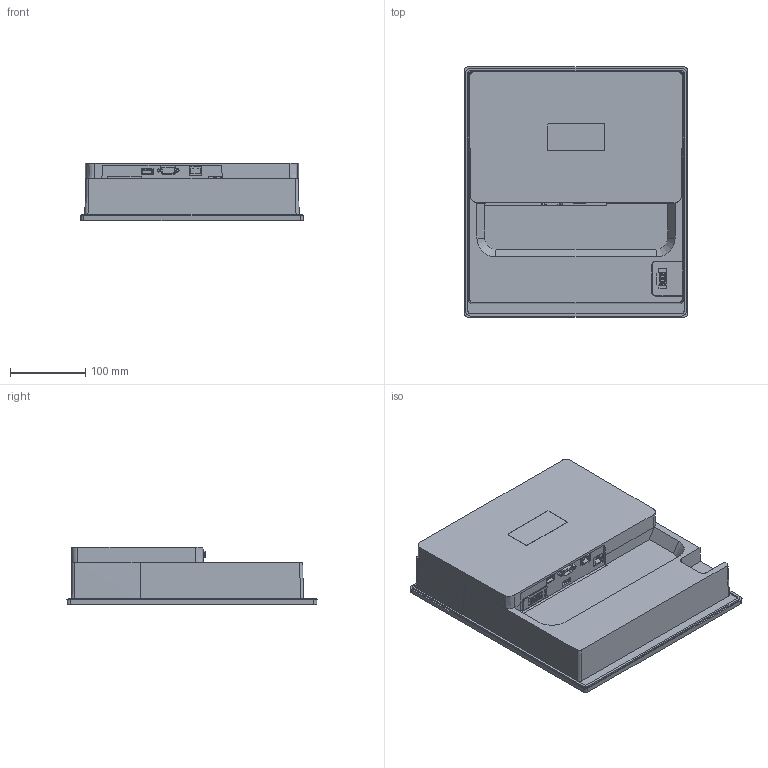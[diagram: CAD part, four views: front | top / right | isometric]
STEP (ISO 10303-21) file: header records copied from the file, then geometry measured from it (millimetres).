
FILE_DESCRIPTION(('STEP AP242'),'1');
FILE_NAME('hmigk5310.stp','2019-06-12T19:57:54',('TraceParts'),('TraceParts S.A.'),'Spatial InterOp 3D',' ',' ');
FILE_SCHEMA(('AP242_MANAGED_MODEL_BASED_3D_ENGINEERING_MIM_LF {1 0 10303 442 1 1 4}'));
Length unit declared in the file: millimetre
Products named in the file (1): hmigk5310
Bounding box: 296 x 332 x 76.01 mm (x, y, z)
Volume: 5595410.2 mm3; surface area: 306186.4 mm2
Topology: 1 solids, 1 shells, 884 faces, 2360 edges, 1570 vertices
Faces by surface type: plane 569, extrusion 171, cylinder 126, bspline 16, cone 2
Entity records: 34192 total; most frequent: CARTESIAN_POINT 13072, ORIENTED_EDGE 4720, DIRECTION 3582, EDGE_CURVE 2360, VECTOR 1654, VERTEX_POINT 1570, LINE 1483, EDGE_LOOP 976
